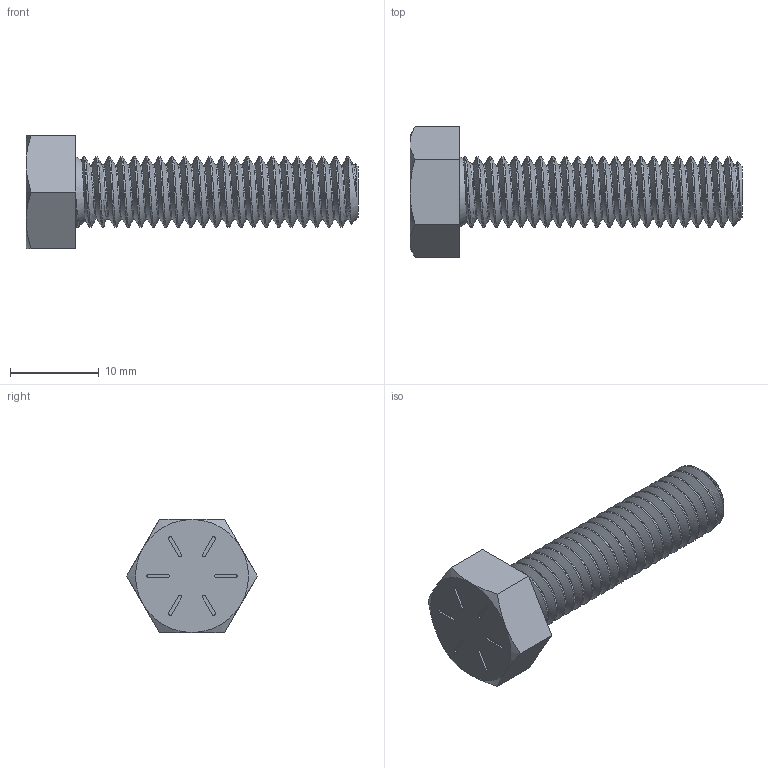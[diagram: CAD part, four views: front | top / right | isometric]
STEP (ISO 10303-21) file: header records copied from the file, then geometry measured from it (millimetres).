
FILE_DESCRIPTION(/* description */ (''),/* implementation_level */ '2;1');
FILE_NAME(/* name */ 'H.S. - 5_16-18x1 1_4_.stp',/* time_stamp */ '2023-04-23T11:43:40-04:00',/* author */ ('jjdbr'),/* organization */ (''),/* preprocessor_version */ 'ST-DEVELOPER v19',/* originating_system */ 'Autodesk Inventor 2023',/* authorisation */ '');
FILE_SCHEMA (('AUTOMOTIVE_DESIGN { 1 0 10303 214 3 1 1 }'));
Length unit declared in the file: millimetre
Products named in the file (1): H.S. - 5/16-18x1 1/4"
Bounding box: 37.31 x 14.66 x 12.7 mm (x, y, z)
Volume: 2012.9 mm3; surface area: 1714.9 mm2
Topology: 1 solids, 1 shells, 96 faces, 254 edges, 167 vertices
Faces by surface type: cylinder 58, plane 27, cone 9, bspline 2
Full cylindrical faces by diameter (mm): 6.104 x21, 7.938 x21
Entity records: 7457 total; most frequent: CARTESIAN_POINT 5224, ORIENTED_EDGE 508, DIRECTION 371, EDGE_CURVE 254, VERTEX_POINT 167, AXIS2_PLACEMENT_3D 132, LINE 107, VECTOR 107
